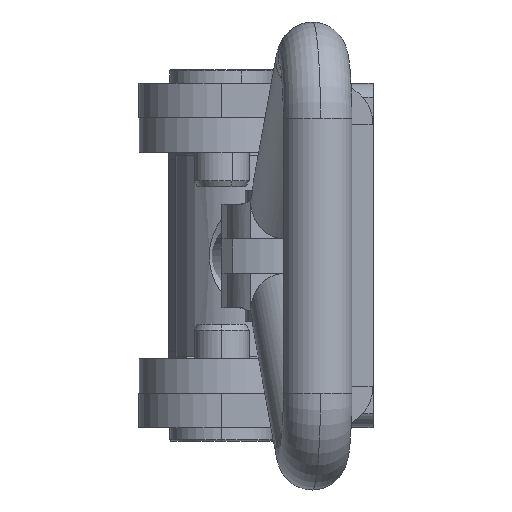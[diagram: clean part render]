
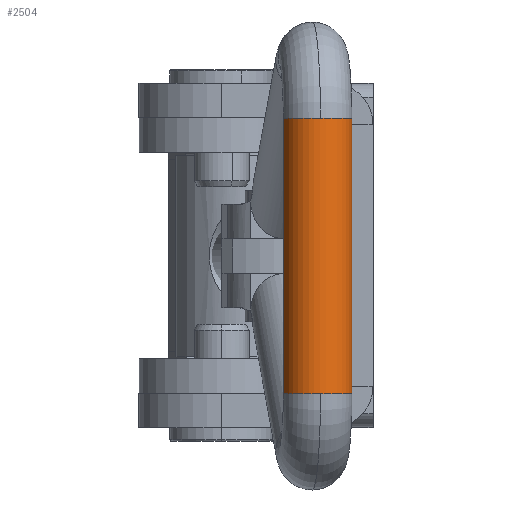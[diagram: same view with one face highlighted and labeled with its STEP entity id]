
A CAD part, left-side view. The second image highlights one B-rep face of the part: STEP entity #2504.
In plain terms, the highlighted cylindrical face has radius 2.5 mm (diameter 5 mm), a partial arc.
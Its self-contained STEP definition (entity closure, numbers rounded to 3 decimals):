
#30 = EDGE_CURVE ( 'NONE', #4555, #4874, #5154, .T. ) ;
#41 = DIRECTION ( 'NONE',  ( -1., 0., 0. ) ) ;
#59 = CARTESIAN_POINT ( 'NONE',  ( 10., 34., 0. ) ) ;
#138 = CARTESIAN_POINT ( 'NONE',  ( 10., 31.5, 0. ) ) ;
#349 = CIRCLE ( 'NONE', #1496, 2.5 ) ;
#442 = CARTESIAN_POINT ( 'NONE',  ( -10., 31.5, 0. ) ) ;
#611 = DIRECTION ( 'NONE',  ( 0., -1., 0. ) ) ;
#683 = ORIENTED_EDGE ( 'NONE', *, *, #3203, .T. ) ;
#763 = DIRECTION ( 'NONE',  ( 0., -1., 0. ) ) ;
#770 = DIRECTION ( 'NONE',  ( 0., -1., 0. ) ) ;
#807 = DIRECTION ( 'NONE',  ( -1., 0., 0. ) ) ;
#938 = EDGE_CURVE ( 'NONE', #1027, #1315, #2850, .T. ) ;
#1006 = CARTESIAN_POINT ( 'NONE',  ( 10., 31.5, 2.5 ) ) ;
#1027 = VERTEX_POINT ( 'NONE', #3319 ) ;
#1110 = VERTEX_POINT ( 'NONE', #2293 ) ;
#1255 = DIRECTION ( 'NONE',  ( -1., 0., 0. ) ) ;
#1310 = DIRECTION ( 'NONE',  ( 1., 0., 0. ) ) ;
#1315 = VERTEX_POINT ( 'NONE', #1006 ) ;
#1391 = VECTOR ( 'NONE', #3489, 1000. ) ;
#1496 = AXIS2_PLACEMENT_3D ( 'NONE', #3104, #1255, #770 ) ;
#1531 = CYLINDRICAL_SURFACE ( 'NONE', #3090, 2.5 ) ;
#1604 = AXIS2_PLACEMENT_3D ( 'NONE', #2920, #41, #3395 ) ;
#1693 = CARTESIAN_POINT ( 'NONE',  ( -10., 34., 0. ) ) ;
#1795 = EDGE_CURVE ( 'NONE', #1315, #1887, #349, .T. ) ;
#1866 = ORIENTED_EDGE ( 'NONE', *, *, #2731, .F. ) ;
#1887 = VERTEX_POINT ( 'NONE', #59 ) ;
#1951 = EDGE_LOOP ( 'NONE', ( #2647, #3000, #5226, #683, #1866, #2244 ) ) ;
#2244 = ORIENTED_EDGE ( 'NONE', *, *, #30, .F. ) ;
#2293 = CARTESIAN_POINT ( 'NONE',  ( 10., 31.5, -2.5 ) ) ;
#2377 = CIRCLE ( 'NONE', #6034, 2.5 ) ;
#2504 = ADVANCED_FACE ( 'NONE', ( #5360 ), #1531, .T. ) ;
#2528 = CARTESIAN_POINT ( 'NONE',  ( -10., 31.5, -2.5 ) ) ;
#2647 = ORIENTED_EDGE ( 'NONE', *, *, #6001, .F. ) ;
#2709 = CARTESIAN_POINT ( 'NONE',  ( -10., 31.5, 2.5 ) ) ;
#2731 = EDGE_CURVE ( 'NONE', #4874, #1110, #5222, .T. ) ;
#2850 = LINE ( 'NONE', #2709, #5384 ) ;
#2920 = CARTESIAN_POINT ( 'NONE',  ( -10., 31.5, 0. ) ) ;
#3000 = ORIENTED_EDGE ( 'NONE', *, *, #938, .T. ) ;
#3090 = AXIS2_PLACEMENT_3D ( 'NONE', #442, #3800, #3324 ) ;
#3104 = CARTESIAN_POINT ( 'NONE',  ( 10., 31.5, 0. ) ) ;
#3177 = CIRCLE ( 'NONE', #1604, 2.5 ) ;
#3203 = EDGE_CURVE ( 'NONE', #1887, #1110, #2377, .T. ) ;
#3319 = CARTESIAN_POINT ( 'NONE',  ( -10., 31.5, 2.5 ) ) ;
#3324 = DIRECTION ( 'NONE',  ( 0., 0., -1. ) ) ;
#3395 = DIRECTION ( 'NONE',  ( 0., -1., 0. ) ) ;
#3489 = DIRECTION ( 'NONE',  ( 1., 0., 0. ) ) ;
#3491 = DIRECTION ( 'NONE',  ( -1., 0., 0. ) ) ;
#3800 = DIRECTION ( 'NONE',  ( 1., 0., 0. ) ) ;
#4019 = AXIS2_PLACEMENT_3D ( 'NONE', #6064, #807, #763 ) ;
#4379 = CARTESIAN_POINT ( 'NONE',  ( -10., 31.5, -2.5 ) ) ;
#4555 = VERTEX_POINT ( 'NONE', #1693 ) ;
#4874 = VERTEX_POINT ( 'NONE', #4379 ) ;
#5154 = CIRCLE ( 'NONE', #4019, 2.5 ) ;
#5222 = LINE ( 'NONE', #2528, #1391 ) ;
#5226 = ORIENTED_EDGE ( 'NONE', *, *, #1795, .T. ) ;
#5360 = FACE_OUTER_BOUND ( 'NONE', #1951, .T. ) ;
#5384 = VECTOR ( 'NONE', #1310, 1000. ) ;
#6001 = EDGE_CURVE ( 'NONE', #1027, #4555, #3177, .T. ) ;
#6034 = AXIS2_PLACEMENT_3D ( 'NONE', #138, #3491, #611 ) ;
#6064 = CARTESIAN_POINT ( 'NONE',  ( -10., 31.5, 0. ) ) ;
